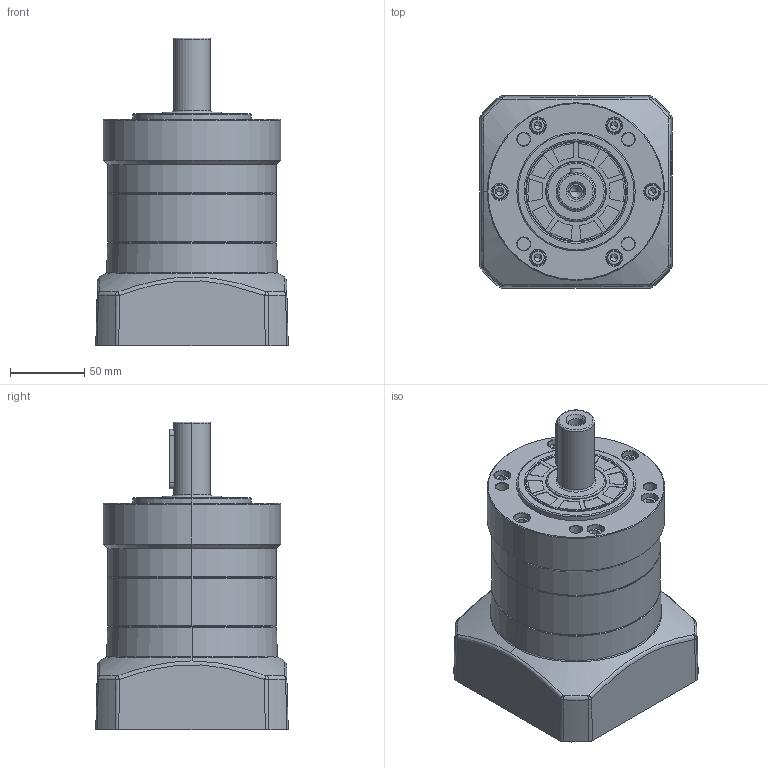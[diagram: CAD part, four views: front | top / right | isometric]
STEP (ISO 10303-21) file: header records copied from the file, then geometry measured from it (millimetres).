
FILE_DESCRIPTION (( 'STEP AP203' ), '1' );
FILE_NAME ('PG120-L1-24-110-145-M8-59.STEP', '2021-04-16T07:02:15', ( '' ), ( '' ), 'SwSTEP 2.0', 'SolidWorks 2018', '' );
FILE_SCHEMA (( 'CONFIG_CONTROL_DESIGN' ));
Length unit declared in the file: millimetre
Products named in the file (9): PG120输入轴-24; 9-PG120-110X70XM8输入法兰压铸精车; A倰す瑩8X7X40; PG120D108齿圈; PG120-L1-24-110-145-M8-59; socket head cap screw_am_B18.3.1M - 6 x 1.0 x 20 Hex SHCS -- 20NHX; 120怀堤俴陎殤; 怀堤傷褲极PG120; FG120嘎殤蚐猾
Assembly tree (20 placements, depth 2):
  PG120-L1-24-110-145-M8-59
    PG120D108齿圈
    9-PG120-110X70XM8输入法兰压铸精车
    120怀堤俴陎殤
    FG120嘎殤蚐猾
    A倰す瑩8X7X40
    socket head cap screw_am_B18.3.1M - 6 x 1.0 x 20 Hex SHCS -- 20NHX  x13
    PG120输入轴-24
    怀堤傷褲极PG120
Bounding box: 130 x 130 x 208 mm (x, y, z)
Volume: 1309411.9 mm3; surface area: 230525.6 mm2
Topology: 20 solids, 20 shells, 1322 faces, 2928 edges, 1704 vertices
Faces by surface type: plane 358, cone 288, bspline 261, torus 176, cylinder 171, sphere 68
Entity records: 37691 total; most frequent: CARTESIAN_POINT 15807, ORIENTED_EDGE 4460, DIRECTION 4141, EDGE_CURVE 2230, AXIS2_PLACEMENT_3D 1863, VERTEX_POINT 1308, CIRCLE 1103, EDGE_LOOP 1078
